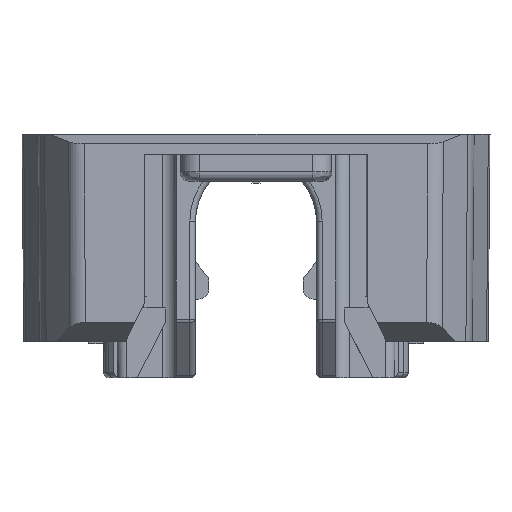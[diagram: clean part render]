
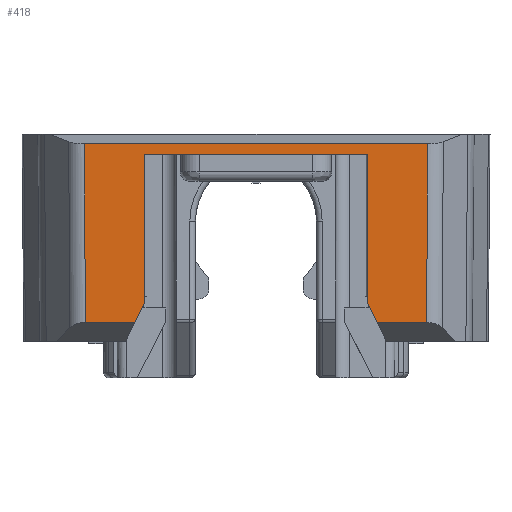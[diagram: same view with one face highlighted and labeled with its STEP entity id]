
A CAD part, front view. The second image highlights one B-rep face of the part: STEP entity #418.
In plain terms, the highlighted planar face has unit normal (0, -1, -0.009).
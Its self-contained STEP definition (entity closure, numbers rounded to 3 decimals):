
#418=ADVANCED_FACE('',(#821),#674,.T.);
#674=PLANE('',#4960);
#821=FACE_OUTER_BOUND('',#1077,.T.);
#1077=EDGE_LOOP('',(#1470,#1471,#1472,#1473,#1474,#1475,#1476,#1477,#1478,
#1479));
#1470=ORIENTED_EDGE('',*,*,#3337,.T.);
#1471=ORIENTED_EDGE('',*,*,#3338,.T.);
#1472=ORIENTED_EDGE('',*,*,#3240,.T.);
#1473=ORIENTED_EDGE('',*,*,#3339,.T.);
#1474=ORIENTED_EDGE('',*,*,#3340,.T.);
#1475=ORIENTED_EDGE('',*,*,#3341,.T.);
#1476=ORIENTED_EDGE('',*,*,#3342,.F.);
#1477=ORIENTED_EDGE('',*,*,#3343,.F.);
#1478=ORIENTED_EDGE('',*,*,#3344,.T.);
#1479=ORIENTED_EDGE('',*,*,#3345,.T.);
#2784=VERTEX_POINT('',#6740);
#2785=VERTEX_POINT('',#6741);
#2880=VERTEX_POINT('',#6935);
#2881=VERTEX_POINT('',#6936);
#2882=VERTEX_POINT('',#6939);
#2883=VERTEX_POINT('',#6941);
#2884=VERTEX_POINT('',#6943);
#2885=VERTEX_POINT('',#6945);
#2886=VERTEX_POINT('',#6947);
#2887=VERTEX_POINT('',#6949);
#3240=EDGE_CURVE('',#2784,#2785,#3946,.T.);
#3337=EDGE_CURVE('',#2880,#2881,#4005,.T.);
#3338=EDGE_CURVE('',#2881,#2784,#4006,.T.);
#3339=EDGE_CURVE('',#2785,#2882,#4007,.T.);
#3340=EDGE_CURVE('',#2882,#2883,#4008,.T.);
#3341=EDGE_CURVE('',#2883,#2884,#4009,.T.);
#3342=EDGE_CURVE('',#2885,#2884,#4010,.T.);
#3343=EDGE_CURVE('',#2886,#2885,#4011,.T.);
#3344=EDGE_CURVE('',#2886,#2887,#4012,.T.);
#3345=EDGE_CURVE('',#2887,#2880,#4013,.T.);
#3946=LINE('',#6739,#4432);
#4005=LINE('',#6934,#4491);
#4006=LINE('',#6937,#4492);
#4007=LINE('',#6938,#4493);
#4008=LINE('',#6940,#4494);
#4009=LINE('',#6942,#4495);
#4010=LINE('',#6944,#4496);
#4011=LINE('',#6946,#4497);
#4012=LINE('',#6948,#4498);
#4013=LINE('',#6950,#4499);
#4432=VECTOR('',#5365,1.);
#4491=VECTOR('',#5504,1.);
#4492=VECTOR('',#5505,1.);
#4493=VECTOR('',#5506,1.);
#4494=VECTOR('',#5507,1.);
#4495=VECTOR('',#5508,1.);
#4496=VECTOR('',#5509,1.);
#4497=VECTOR('',#5510,1.);
#4498=VECTOR('',#5511,1.);
#4499=VECTOR('',#5512,1.);
#4960=AXIS2_PLACEMENT_3D('',#6951,#5513,#5514);
#5365=DIRECTION('',(-1.,0.,0.));
#5504=DIRECTION('',(1.,0.,0.));
#5505=DIRECTION('',(0.005,-0.009,1.));
#5506=DIRECTION('',(0.005,0.009,-1.));
#5507=DIRECTION('',(1.,0.,0.));
#5508=DIRECTION('',(0.447,-0.008,0.894));
#5509=DIRECTION('',(0.,0.009,-1.));
#5510=DIRECTION('',(-1.,0.,0.));
#5511=DIRECTION('',(0.,0.009,-1.));
#5512=DIRECTION('',(0.447,0.008,-0.894));
#5513=DIRECTION('',(0.,-1.,-0.009));
#5514=DIRECTION('',(0.,0.009,-1.));
#6739=CARTESIAN_POINT('',(0.,-14.395,5.308));
#6740=CARTESIAN_POINT('',(9.073,-14.395,5.308));
#6741=CARTESIAN_POINT('',(-9.073,-14.395,5.308));
#6934=CARTESIAN_POINT('',(0.,-14.313,-4.138));
#6935=CARTESIAN_POINT('',(6.406,-14.313,-4.138));
#6936=CARTESIAN_POINT('',(9.029,-14.313,-4.138));
#6937=CARTESIAN_POINT('',(9.073,-14.396,5.31));
#6938=CARTESIAN_POINT('',(-9.029,-14.313,-4.135));
#6939=CARTESIAN_POINT('',(-9.029,-14.313,-4.138));
#6940=CARTESIAN_POINT('',(0.,-14.313,-4.138));
#6941=CARTESIAN_POINT('',(-6.406,-14.313,-4.138));
#6942=CARTESIAN_POINT('',(-1.14,-14.405,6.395));
#6943=CARTESIAN_POINT('',(-5.9,-14.322,-3.125));
#6944=CARTESIAN_POINT('',(-5.9,-14.4,5.825));
#6945=CARTESIAN_POINT('',(-5.9,-14.39,4.725));
#6946=CARTESIAN_POINT('',(0.,-14.39,4.725));
#6947=CARTESIAN_POINT('',(5.9,-14.39,4.725));
#6948=CARTESIAN_POINT('',(5.9,-14.391,4.758));
#6949=CARTESIAN_POINT('',(5.9,-14.322,-3.125));
#6950=CARTESIAN_POINT('',(1.14,-14.405,6.395));
#6951=CARTESIAN_POINT('',(0.,-14.4,5.825));
